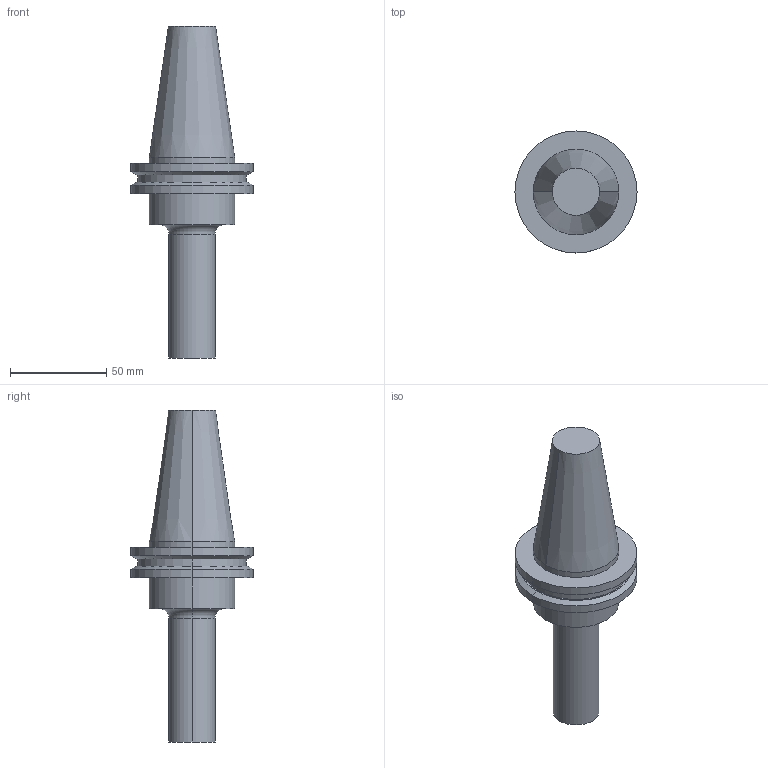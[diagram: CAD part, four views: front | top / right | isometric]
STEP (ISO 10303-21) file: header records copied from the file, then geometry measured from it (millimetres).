
FILE_DESCRIPTION (( 'STEP AP203' ), '1' );
FILE_NAME ('11_326_422.stp', '2022-03-07T22:03:20', ( '' ), ( '' ), 'SwSTEP 2.0', 'SolidWorks 2021', '' );
FILE_SCHEMA (( 'CONFIG_CONTROL_DESIGN' ));
Length unit declared in the file: millimetre
Products named in the file (1): 11_326_422
Bounding box: 63.5 x 63.5 x 172.75 mm (x, y, z)
Volume: 174004.5 mm3; surface area: 24443.5 mm2
Topology: 1 solids, 1 shells, 27 faces, 52 edges, 32 vertices
Faces by surface type: cylinder 12, plane 7, cone 6, torus 2
Entity records: 773 total; most frequent: DIRECTION 142, CARTESIAN_POINT 112, ORIENTED_EDGE 104, AXIS2_PLACEMENT_3D 62, EDGE_CURVE 52, CIRCLE 34, EDGE_LOOP 32, VERTEX_POINT 32
